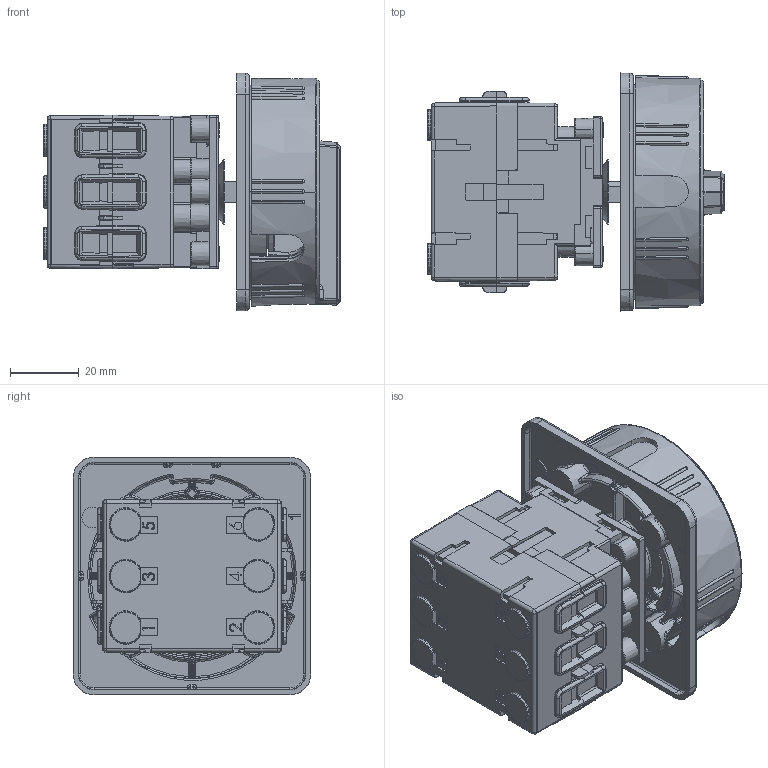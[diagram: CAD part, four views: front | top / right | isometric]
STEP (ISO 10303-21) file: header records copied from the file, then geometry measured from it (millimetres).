
FILE_DESCRIPTION (( 'STEP AP214' ), '1' );
FILE_NAME ('ML1-040-E-H03R.step', '2020-05-11T19:22:38', ( '' ), ( '' ), 'SwSTEP 2.0', 'SolidWorks 2019', '' );
FILE_SCHEMA (( 'AUTOMOTIVE_DESIGN' ));
Length unit declared in the file: inch
Products named in the file (2): ML1-040-E-H03R
Bounding box: 86.3 x 69.13 x 69.13 mm (x, y, z)
Volume: 137012.9 mm3; surface area: 65419.5 mm2
Topology: 1 solids, 1 shells, 2964 faces, 7909 edges, 4875 vertices
Faces by surface type: plane 1185, bspline 932, cylinder 610, cone 235, sphere 2
Entity records: 124104 total; most frequent: CARTESIAN_POINT 59105, ORIENTED_EDGE 15722, DIRECTION 10605, EDGE_CURVE 7861, VERTEX_POINT 4875, VECTOR 3741, LINE 3741, AXIS2_PLACEMENT_3D 3432
